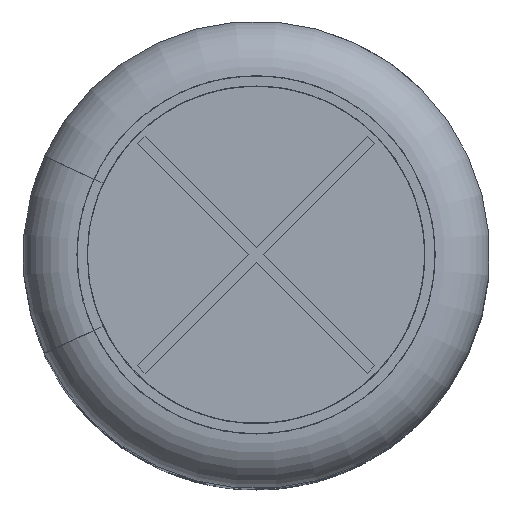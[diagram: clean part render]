
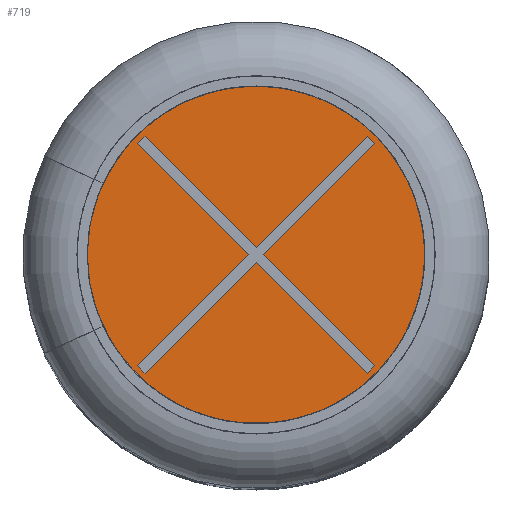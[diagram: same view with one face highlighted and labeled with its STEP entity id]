
A CAD part, top view. The second image highlights one B-rep face of the part: STEP entity #719.
In plain terms, the highlighted planar face has unit normal (0, 0, 1).
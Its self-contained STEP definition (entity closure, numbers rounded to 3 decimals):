
#719 = ADVANCED_FACE( '', ( #1875, #1876 ), #1877, .T. );
#1875 = FACE_OUTER_BOUND( '', #4157, .T. );
#1876 = FACE_BOUND( '', #4158, .T. );
#1877 = PLANE( '', #4159 );
#4157 = EDGE_LOOP( '', ( #10246 ) );
#4158 = EDGE_LOOP( '', ( #10247, #10248, #10249, #10250, #10251, #10252, #10253, #10254, #10255, #10256, #10257, #10258 ) );
#4159 = AXIS2_PLACEMENT_3D( '', #10259, #10260, #10261 );
#10246 = ORIENTED_EDGE( '', *, *, #14211, .F. );
#10247 = ORIENTED_EDGE( '', *, *, #14246, .T. );
#10248 = ORIENTED_EDGE( '', *, *, #14247, .T. );
#10249 = ORIENTED_EDGE( '', *, *, #14248, .T. );
#10250 = ORIENTED_EDGE( '', *, *, #13880, .T. );
#10251 = ORIENTED_EDGE( '', *, *, #14249, .T. );
#10252 = ORIENTED_EDGE( '', *, *, #14250, .T. );
#10253 = ORIENTED_EDGE( '', *, *, #14251, .T. );
#10254 = ORIENTED_EDGE( '', *, *, #14252, .T. );
#10255 = ORIENTED_EDGE( '', *, *, #14192, .T. );
#10256 = ORIENTED_EDGE( '', *, *, #14253, .T. );
#10257 = ORIENTED_EDGE( '', *, *, #14254, .T. );
#10258 = ORIENTED_EDGE( '', *, *, #14255, .T. );
#10259 = CARTESIAN_POINT( '', ( -2.415, 0., 14.78 ) );
#10260 = DIRECTION( '', ( 0., 0., 1. ) );
#10261 = DIRECTION( '', ( 1., 0., 0. ) );
#13880 = EDGE_CURVE( '', #15718, #15719, #15720, .T. );
#14192 = EDGE_CURVE( '', #16263, #16264, #16265, .T. );
#14211 = EDGE_CURVE( '', #16296, #16296, #16297, .T. );
#14246 = EDGE_CURVE( '', #16351, #16352, #16353, .T. );
#14247 = EDGE_CURVE( '', #16352, #16354, #16355, .T. );
#14248 = EDGE_CURVE( '', #16354, #15718, #16356, .T. );
#14249 = EDGE_CURVE( '', #15719, #16357, #16358, .T. );
#14250 = EDGE_CURVE( '', #16357, #16359, #16360, .T. );
#14251 = EDGE_CURVE( '', #16359, #16361, #16362, .T. );
#14252 = EDGE_CURVE( '', #16361, #16263, #16363, .T. );
#14253 = EDGE_CURVE( '', #16264, #16364, #16365, .T. );
#14254 = EDGE_CURVE( '', #16364, #16366, #16367, .T. );
#14255 = EDGE_CURVE( '', #16366, #16351, #16368, .T. );
#15718 = VERTEX_POINT( '', #18493 );
#15719 = VERTEX_POINT( '', #18494 );
#15720 = LINE( '', #18495, #18496 );
#16263 = VERTEX_POINT( '', #19625 );
#16264 = VERTEX_POINT( '', #19626 );
#16265 = LINE( '', #19627, #19628 );
#16296 = VERTEX_POINT( '', #19722 );
#16297 = CIRCLE( '', #19723, 2.415 );
#16351 = VERTEX_POINT( '', #19916 );
#16352 = VERTEX_POINT( '', #19917 );
#16353 = LINE( '', #19918, #19919 );
#16354 = VERTEX_POINT( '', #19920 );
#16355 = LINE( '', #19921, #19922 );
#16356 = LINE( '', #19923, #19924 );
#16357 = VERTEX_POINT( '', #19925 );
#16358 = LINE( '', #19926, #19927 );
#16359 = VERTEX_POINT( '', #19928 );
#16360 = LINE( '', #19929, #19930 );
#16361 = VERTEX_POINT( '', #19931 );
#16362 = LINE( '', #19932, #19933 );
#16363 = LINE( '', #19934, #19935 );
#16364 = VERTEX_POINT( '', #19936 );
#16365 = LINE( '', #19937, #19938 );
#16366 = VERTEX_POINT( '', #19939 );
#16367 = LINE( '', #19940, #19941 );
#16368 = LINE( '', #19942, #19943 );
#18493 = CARTESIAN_POINT( '', ( 1.497, 1.596, 14.78 ) );
#18494 = CARTESIAN_POINT( '', ( 1.596, 1.497, 14.78 ) );
#18495 = CARTESIAN_POINT( '', ( 1.596, 1.497, 14.78 ) );
#18496 = VECTOR( '', #24570, 1000. );
#19625 = CARTESIAN_POINT( '', ( 0., -0.099, 14.78 ) );
#19626 = CARTESIAN_POINT( '', ( -1.497, -1.596, 14.78 ) );
#19627 = CARTESIAN_POINT( '', ( 0., -0.099, 14.78 ) );
#19628 = VECTOR( '', #24910, 1000. );
#19722 = CARTESIAN_POINT( '', ( -2.415, 0., 14.78 ) );
#19723 = AXIS2_PLACEMENT_3D( '', #24920, #24921, #24922 );
#19916 = CARTESIAN_POINT( '', ( -1.596, 1.497, 14.78 ) );
#19917 = CARTESIAN_POINT( '', ( -1.497, 1.596, 14.78 ) );
#19918 = CARTESIAN_POINT( '', ( -1.497, 1.596, 14.78 ) );
#19919 = VECTOR( '', #24940, 1000. );
#19920 = CARTESIAN_POINT( '', ( 0., 0.099, 14.78 ) );
#19921 = CARTESIAN_POINT( '', ( 0., 0.099, 14.78 ) );
#19922 = VECTOR( '', #24941, 1000. );
#19923 = CARTESIAN_POINT( '', ( 0., 0.099, 14.78 ) );
#19924 = VECTOR( '', #24942, 1000. );
#19925 = CARTESIAN_POINT( '', ( 0.099, 0., 14.78 ) );
#19926 = CARTESIAN_POINT( '', ( 0.099, 0., 14.78 ) );
#19927 = VECTOR( '', #24943, 1000. );
#19928 = CARTESIAN_POINT( '', ( 1.596, -1.497, 14.78 ) );
#19929 = CARTESIAN_POINT( '', ( 0.099, 0., 14.78 ) );
#19930 = VECTOR( '', #24944, 1000. );
#19931 = CARTESIAN_POINT( '', ( 1.497, -1.596, 14.78 ) );
#19932 = CARTESIAN_POINT( '', ( 1.596, -1.497, 14.78 ) );
#19933 = VECTOR( '', #24945, 1000. );
#19934 = CARTESIAN_POINT( '', ( 0., -0.099, 14.78 ) );
#19935 = VECTOR( '', #24946, 1000. );
#19936 = CARTESIAN_POINT( '', ( -1.596, -1.497, 14.78 ) );
#19937 = CARTESIAN_POINT( '', ( -1.497, -1.596, 14.78 ) );
#19938 = VECTOR( '', #24947, 1000. );
#19939 = CARTESIAN_POINT( '', ( -0.099, 0., 14.78 ) );
#19940 = CARTESIAN_POINT( '', ( -0.099, 0., 14.78 ) );
#19941 = VECTOR( '', #24948, 1000. );
#19942 = CARTESIAN_POINT( '', ( -0.099, 0., 14.78 ) );
#19943 = VECTOR( '', #24949, 1000. );
#24570 = DIRECTION( '', ( 0.707, -0.707, 0. ) );
#24910 = DIRECTION( '', ( -0.707, -0.707, 0. ) );
#24920 = CARTESIAN_POINT( '', ( 0., 0., 14.78 ) );
#24921 = DIRECTION( '', ( 0., 0., -1. ) );
#24922 = DIRECTION( '', ( -1., 0., 0. ) );
#24940 = DIRECTION( '', ( 0.707, 0.707, 0. ) );
#24941 = DIRECTION( '', ( 0.707, -0.707, 0. ) );
#24942 = DIRECTION( '', ( 0.707, 0.707, 0. ) );
#24943 = DIRECTION( '', ( -0.707, -0.707, 0. ) );
#24944 = DIRECTION( '', ( 0.707, -0.707, 0. ) );
#24945 = DIRECTION( '', ( -0.707, -0.707, 0. ) );
#24946 = DIRECTION( '', ( -0.707, 0.707, 0. ) );
#24947 = DIRECTION( '', ( -0.707, 0.707, 0. ) );
#24948 = DIRECTION( '', ( 0.707, 0.707, 0. ) );
#24949 = DIRECTION( '', ( -0.707, 0.707, 0. ) );
